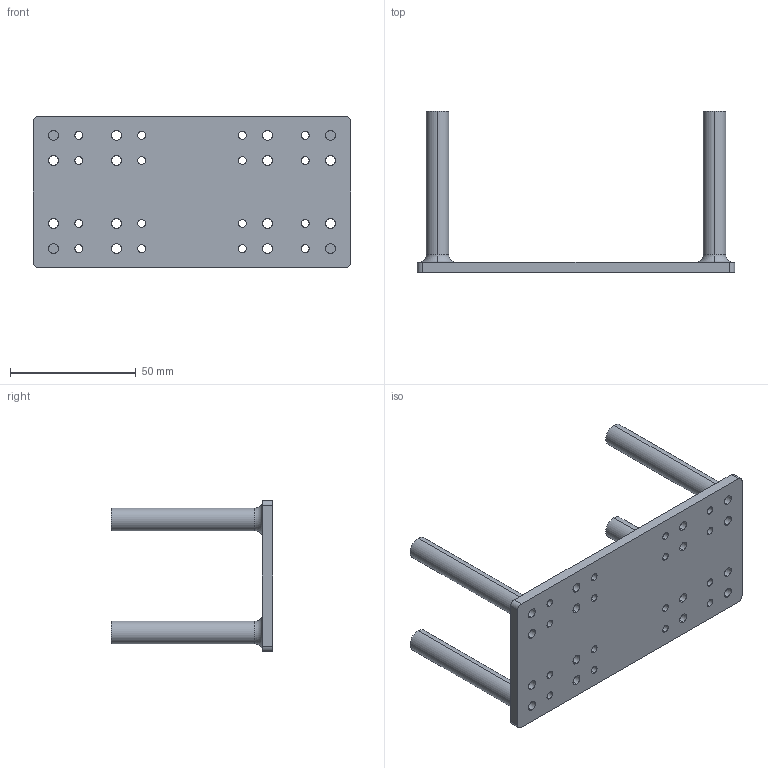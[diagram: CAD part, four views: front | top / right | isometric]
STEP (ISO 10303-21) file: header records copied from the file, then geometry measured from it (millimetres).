
FILE_DESCRIPTION (( 'STEP AP203' ), '1' );
FILE_NAME ('upper_deck.STEP', '2025-11-24T14:10:17', ( '' ), ( '' ), 'SwSTEP 2.0', 'SolidWorks 2025', '' );
FILE_SCHEMA (( 'CONFIG_CONTROL_DESIGN' ));
Length unit declared in the file: millimetre
Products named in the file (1): upper_deck
Bounding box: 126 x 64 x 60 mm (x, y, z)
Volume: 43733.2 mm3; surface area: 24907 mm2
Topology: 1 solids, 1 shells, 110 faces, 284 edges, 184 vertices
Faces by surface type: cylinder 84, plane 18, torus 8
Entity records: 3633 total; most frequent: DIRECTION 690, CARTESIAN_POINT 579, ORIENTED_EDGE 568, AXIS2_PLACEMENT_3D 295, EDGE_CURVE 284, VERTEX_POINT 184, CIRCLE 184, EDGE_LOOP 174
